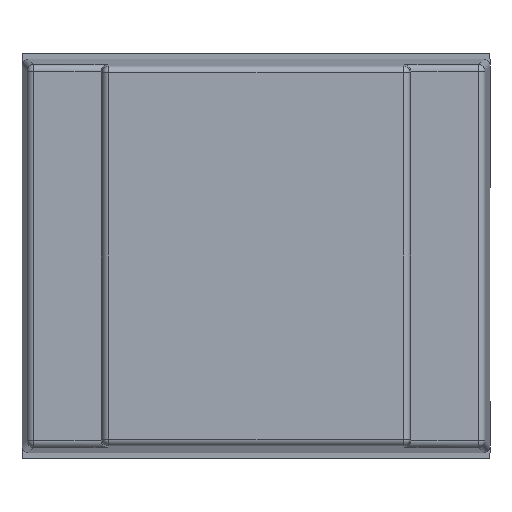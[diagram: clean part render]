
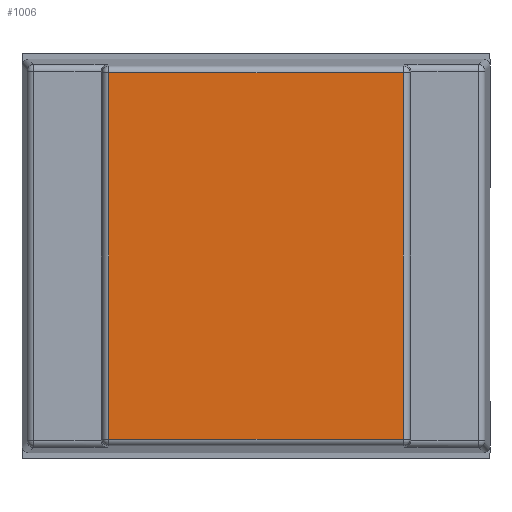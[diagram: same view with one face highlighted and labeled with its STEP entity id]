
A CAD part, front view. The second image highlights one B-rep face of the part: STEP entity #1006.
In plain terms, the highlighted face is planar.
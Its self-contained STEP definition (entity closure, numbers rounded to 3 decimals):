
#22 = CARTESIAN_POINT ( 'NONE',  ( 2.172, 2.7, -0.91 ) ) ;
#47 = LINE ( 'NONE', #3747, #1678 ) ;
#123 = EDGE_CURVE ( 'NONE', #2209, #3487, #2166, .T. ) ;
#196 = DIRECTION ( 'NONE',  ( 1., 0., 0. ) ) ;
#201 = EDGE_CURVE ( 'NONE', #2585, #3095, #3610, .T. ) ;
#715 = CARTESIAN_POINT ( 'NONE',  ( -2.172, -2.7, -0.91 ) ) ;
#757 = LINE ( 'NONE', #4522, #4376 ) ;
#817 = VECTOR ( 'NONE', #2000, 1000. ) ;
#844 = ORIENTED_EDGE ( 'NONE', *, *, #201, .T. ) ;
#902 = EDGE_CURVE ( 'NONE', #3487, #2585, #47, .T. ) ;
#1006 = ADVANCED_FACE ( 'NONE', ( #3413 ), #2260, .F. ) ;
#1342 = ORIENTED_EDGE ( 'NONE', *, *, #123, .T. ) ;
#1465 = DIRECTION ( 'NONE',  ( 0., 0., 1. ) ) ;
#1641 = CARTESIAN_POINT ( 'NONE',  ( -2.285, -2.7, -0.91 ) ) ;
#1678 = VECTOR ( 'NONE', #3382, 1000. ) ;
#1861 = ORIENTED_EDGE ( 'NONE', *, *, #902, .T. ) ;
#2000 = DIRECTION ( 'NONE',  ( -1., 0., 0. ) ) ;
#2068 = DIRECTION ( 'NONE',  ( 0., 1., 0. ) ) ;
#2157 = CARTESIAN_POINT ( 'NONE',  ( -2.285, 2.813, -0.91 ) ) ;
#2166 = LINE ( 'NONE', #2297, #4021 ) ;
#2209 = VERTEX_POINT ( 'NONE', #4204 ) ;
#2260 = PLANE ( 'NONE',  #2886 ) ;
#2297 = CARTESIAN_POINT ( 'NONE',  ( -2.285, 2.7, -0.91 ) ) ;
#2509 = EDGE_LOOP ( 'NONE', ( #4455, #1342, #1861, #844 ) ) ;
#2585 = VERTEX_POINT ( 'NONE', #3033 ) ;
#2886 = AXIS2_PLACEMENT_3D ( 'NONE', #2157, #1465, #4529 ) ;
#3033 = CARTESIAN_POINT ( 'NONE',  ( 2.172, -2.7, -0.91 ) ) ;
#3095 = VERTEX_POINT ( 'NONE', #715 ) ;
#3382 = DIRECTION ( 'NONE',  ( 0., -1., 0. ) ) ;
#3413 = FACE_OUTER_BOUND ( 'NONE', #2509, .T. ) ;
#3441 = EDGE_CURVE ( 'NONE', #3095, #2209, #757, .T. ) ;
#3487 = VERTEX_POINT ( 'NONE', #22 ) ;
#3610 = LINE ( 'NONE', #1641, #817 ) ;
#3747 = CARTESIAN_POINT ( 'NONE',  ( 2.172, 2.813, -0.91 ) ) ;
#4021 = VECTOR ( 'NONE', #196, 1000. ) ;
#4204 = CARTESIAN_POINT ( 'NONE',  ( -2.172, 2.7, -0.91 ) ) ;
#4376 = VECTOR ( 'NONE', #2068, 1000. ) ;
#4455 = ORIENTED_EDGE ( 'NONE', *, *, #3441, .T. ) ;
#4522 = CARTESIAN_POINT ( 'NONE',  ( -2.172, 2.813, -0.91 ) ) ;
#4529 = DIRECTION ( 'NONE',  ( 1., 0., 0. ) ) ;
